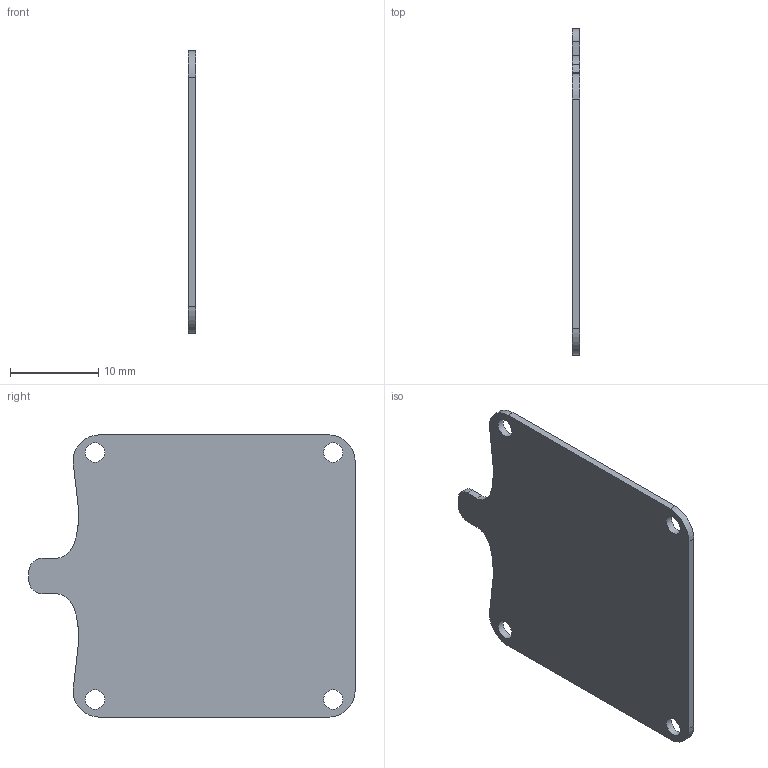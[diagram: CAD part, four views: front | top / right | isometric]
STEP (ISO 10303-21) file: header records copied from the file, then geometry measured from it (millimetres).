
FILE_DESCRIPTION(('FreeCAD Model'),'2;1');
FILE_NAME('Open CASCADE Shape Model','2022-09-15T14:16:44',( 'kicad StepUp'),('ksu MCAD'),'Open CASCADE STEP processor 7.4', 'FreeCAD','Unknown');
FILE_SCHEMA(('AUTOMOTIVE_DESIGN { 1 0 10303 214 1 1 1 1 }'));
Length unit declared in the file: millimetre
Products named in the file (1): Fillet004
Bounding box: 0.8 x 37 x 32 mm (x, y, z)
Volume: 810.8 mm3; surface area: 2153.2 mm2
Topology: 1 solids, 1 shells, 24 faces, 66 edges, 44 vertices
Faces by surface type: cylinder 12, plane 8, bspline 2, extrusion 2
Full cylindrical faces by diameter (mm): 2.2 x4
Entity records: 2166 total; most frequent: CARTESIAN_POINT 885, DIRECTION 216, ORIENTED_EDGE 132, PCURVE 132, DEFINITIONAL_REPRESENTATION 132, VECTOR 116, LINE 114, EDGE_CURVE 66
